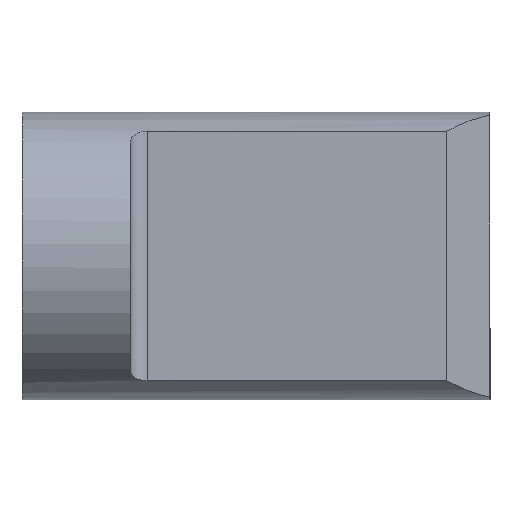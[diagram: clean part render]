
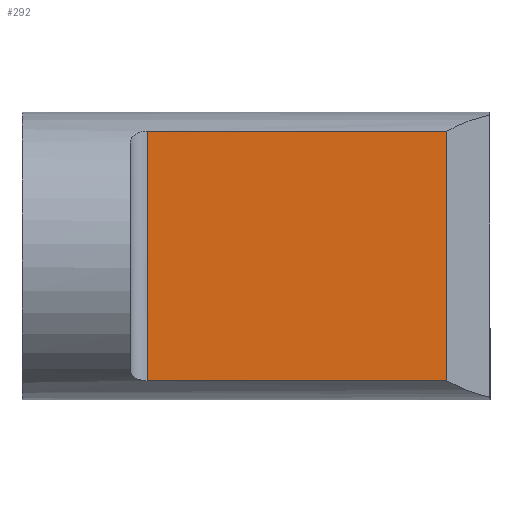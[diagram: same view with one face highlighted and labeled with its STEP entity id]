
A CAD part, left-side view. The second image highlights one B-rep face of the part: STEP entity #292.
In plain terms, the highlighted planar face has unit normal (-1, 0, 0).
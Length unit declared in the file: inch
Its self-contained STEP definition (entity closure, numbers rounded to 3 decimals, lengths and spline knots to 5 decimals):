
#26=PLANE('',#327);
#55=FACE_OUTER_BOUND('',#73,.T.);
#73=EDGE_LOOP('',(#244,#245,#246,#247));
#84=LINE('',#1204,#100);
#85=LINE('',#1232,#101);
#89=LINE('',#1255,#105);
#92=LINE('',#1261,#108);
#100=VECTOR('',#365,0.3937);
#101=VECTOR('',#368,0.3937);
#105=VECTOR('',#382,0.3937);
#108=VECTOR('',#391,0.3937);
#136=VERTEX_POINT('',#1201);
#137=VERTEX_POINT('',#1203);
#140=VERTEX_POINT('',#1218);
#141=VERTEX_POINT('',#1231);
#166=EDGE_CURVE('',#137,#136,#84,.T.);
#170=EDGE_CURVE('',#141,#140,#85,.T.);
#178=EDGE_CURVE('',#136,#141,#89,.T.);
#181=EDGE_CURVE('',#137,#140,#92,.T.);
#244=ORIENTED_EDGE('',*,*,#166,.T.);
#245=ORIENTED_EDGE('',*,*,#178,.T.);
#246=ORIENTED_EDGE('',*,*,#170,.T.);
#247=ORIENTED_EDGE('',*,*,#181,.F.);
#292=ADVANCED_FACE('',(#55),#26,.T.);
#327=AXIS2_PLACEMENT_3D('',#1263,#393,#394);
#365=DIRECTION('',(0.,-1.,0.));
#368=DIRECTION('',(0.,1.,0.));
#382=DIRECTION('',(0.,0.,1.));
#391=DIRECTION('',(0.,0.,1.));
#393=DIRECTION('center_axis',(-1.,0.,0.));
#394=DIRECTION('ref_axis',(0.,0.,1.));
#1201=CARTESIAN_POINT('',(-0.25,-1.2875,-0.43301));
#1203=CARTESIAN_POINT('',(-0.25,-0.2475,-0.43301));
#1204=CARTESIAN_POINT('',(-0.25,0.1875,-0.43301));
#1218=CARTESIAN_POINT('',(-0.25,-0.2475,0.43301));
#1231=CARTESIAN_POINT('',(-0.25,-1.2875,0.43301));
#1232=CARTESIAN_POINT('',(-0.25,0.1875,0.43301));
#1255=CARTESIAN_POINT('',(-0.25,-1.2875,0.));
#1261=CARTESIAN_POINT('',(-0.25,-0.2475,-0.25));
#1263=CARTESIAN_POINT('Origin',(-0.25,-0.1875,-0.5));
